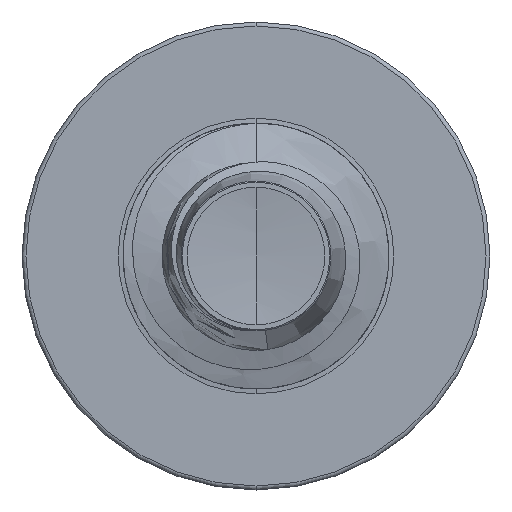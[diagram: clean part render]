
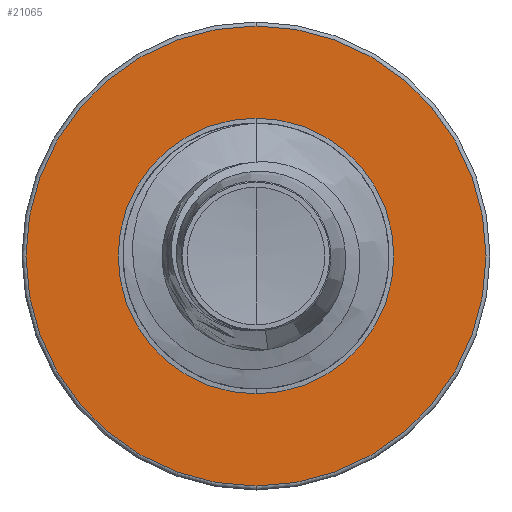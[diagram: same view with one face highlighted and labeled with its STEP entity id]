
A CAD part, front view. The second image highlights one B-rep face of the part: STEP entity #21065.
In plain terms, the highlighted planar face has unit normal (0, -1, 0).
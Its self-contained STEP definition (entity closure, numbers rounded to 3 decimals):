
#415 = VERTEX_POINT ( 'NONE', #11272 ) ;
#1365 = DIRECTION ( 'NONE',  ( 0., 1., 0. ) ) ;
#1415 = ORIENTED_EDGE ( 'NONE', *, *, #22255, .T. ) ;
#3023 = CARTESIAN_POINT ( 'NONE',  ( 0., 12.5, 0. ) ) ;
#3278 = PLANE ( 'NONE',  #9166 ) ;
#4396 = FACE_OUTER_BOUND ( 'NONE', #24129, .T. ) ;
#4977 = CARTESIAN_POINT ( 'NONE',  ( 0., 12.5, 0. ) ) ;
#5734 = AXIS2_PLACEMENT_3D ( 'NONE', #4977, #20210, #7794 ) ;
#5841 = AXIS2_PLACEMENT_3D ( 'NONE', #14739, #25745, #16748 ) ;
#5884 = DIRECTION ( 'NONE',  ( 0., 0., 1. ) ) ;
#6887 = AXIS2_PLACEMENT_3D ( 'NONE', #3023, #19127, #5884 ) ;
#7794 = DIRECTION ( 'NONE',  ( 0., 0., 1. ) ) ;
#7946 = VERTEX_POINT ( 'NONE', #9901 ) ;
#8878 = DIRECTION ( 'NONE',  ( 0., 1., 0. ) ) ;
#9066 = AXIS2_PLACEMENT_3D ( 'NONE', #16273, #1365, #18137 ) ;
#9166 = AXIS2_PLACEMENT_3D ( 'NONE', #19124, #8878, #22301 ) ;
#9901 = CARTESIAN_POINT ( 'NONE',  ( 0., 12.5, 1.296 ) ) ;
#11272 = CARTESIAN_POINT ( 'NONE',  ( 0., 12.5, -2.162 ) ) ;
#14472 = CIRCLE ( 'NONE', #5734, 2.163 ) ;
#14739 = CARTESIAN_POINT ( 'NONE',  ( 0., 12.5, 0. ) ) ;
#16273 = CARTESIAN_POINT ( 'NONE',  ( 0., 12.5, 0. ) ) ;
#16403 = FACE_BOUND ( 'NONE', #16929, .T. ) ;
#16748 = DIRECTION ( 'NONE',  ( 0., 0., 1. ) ) ;
#16929 = EDGE_LOOP ( 'NONE', ( #22607, #1415 ) ) ;
#18137 = DIRECTION ( 'NONE',  ( 0., 0., 1. ) ) ;
#19124 = CARTESIAN_POINT ( 'NONE',  ( 0., 12.5, -1.296 ) ) ;
#19127 = DIRECTION ( 'NONE',  ( 0., 1., 0. ) ) ;
#19833 = ORIENTED_EDGE ( 'NONE', *, *, #22563, .F. ) ;
#19961 = CIRCLE ( 'NONE', #9066, 1.296 ) ;
#20031 = ORIENTED_EDGE ( 'NONE', *, *, #22569, .F. ) ;
#20210 = DIRECTION ( 'NONE',  ( 0., 1., 0. ) ) ;
#20428 = CARTESIAN_POINT ( 'NONE',  ( 0., 12.5, -1.296 ) ) ;
#20545 = VERTEX_POINT ( 'NONE', #20428 ) ;
#21065 = ADVANCED_FACE ( 'NONE', ( #4396, #16403 ), #3278, .F. ) ;
#21185 = EDGE_CURVE ( 'NONE', #7946, #20545, #19961, .T. ) ;
#21827 = CIRCLE ( 'NONE', #6887, 1.296 ) ;
#22194 = VERTEX_POINT ( 'NONE', #26027 ) ;
#22255 = EDGE_CURVE ( 'NONE', #20545, #7946, #21827, .T. ) ;
#22301 = DIRECTION ( 'NONE',  ( 0., 0., 1. ) ) ;
#22563 = EDGE_CURVE ( 'NONE', #415, #22194, #23386, .T. ) ;
#22569 = EDGE_CURVE ( 'NONE', #22194, #415, #14472, .T. ) ;
#22607 = ORIENTED_EDGE ( 'NONE', *, *, #21185, .T. ) ;
#23386 = CIRCLE ( 'NONE', #5841, 2.163 ) ;
#24129 = EDGE_LOOP ( 'NONE', ( #20031, #19833 ) ) ;
#25745 = DIRECTION ( 'NONE',  ( 0., 1., 0. ) ) ;
#26027 = CARTESIAN_POINT ( 'NONE',  ( 0., 12.5, 2.163 ) ) ;
